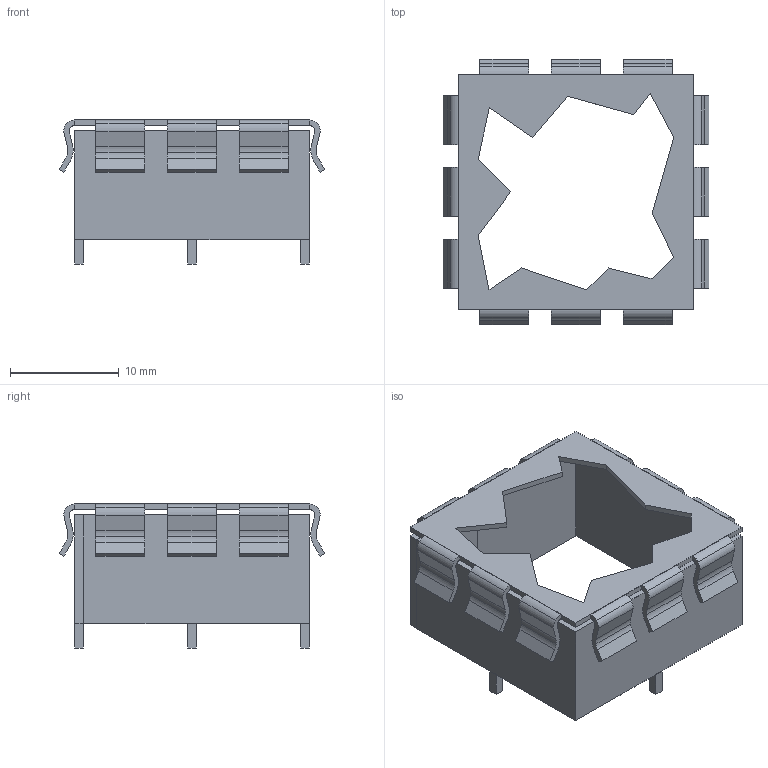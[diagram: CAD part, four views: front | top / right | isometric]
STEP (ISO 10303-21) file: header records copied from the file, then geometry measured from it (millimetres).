
FILE_DESCRIPTION((''),'2;1');
FILE_NAME('MSBOX_PERANCEA_PFL1T.stp','2009-04-06T17:20:44',(''),(''),'Mechanical Desktop 2006','Mechanical Desktop 2006',', , ');
FILE_SCHEMA(('AUTOMOTIVE_DESIGN { 1 2 10303 214 0 1 1 1 }'));
Length unit declared in the file: millimetre
Products named in the file (1): Product
Bounding box: 24.45 x 24.44 x 13.25 mm (x, y, z)
Volume: 967 mm3; surface area: 3171.2 mm2
Topology: 18 solids, 18 shells, 276 faces, 720 edges, 480 vertices
Faces by surface type: plane 180, cylinder 96
Entity records: 8508 total; most frequent: CARTESIAN_POINT 1477, DIRECTION 1466, ORIENTED_EDGE 1440, EDGE_CURVE 720, VECTOR 528, LINE 528, VERTEX_POINT 480, AXIS2_PLACEMENT_3D 469
